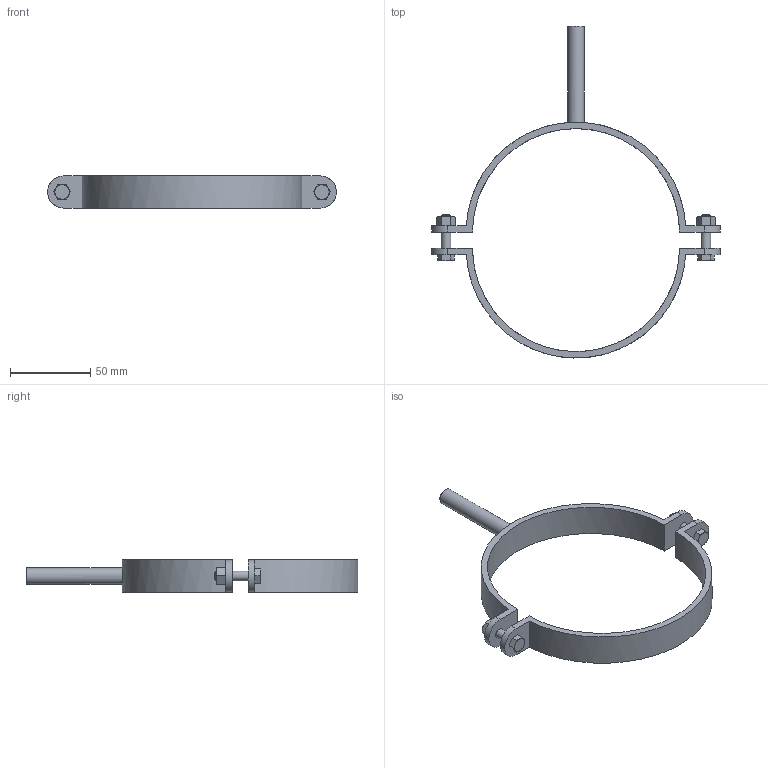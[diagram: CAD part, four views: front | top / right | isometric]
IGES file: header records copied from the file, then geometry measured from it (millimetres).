
Global section: file name: 1H23720125000; native system: Autodesk Inventor 2015; preprocessor: unknown; author: Struska Martin; date: 20160309.091038; units: millimetre
Bounding box: 179.99 x 206.98 x 20 mm (x, y, z)
Volume: 46643.6 mm3; surface area: 28428.1 mm2
Topology: 7 solids, 7 shells, 110 faces, 253 edges, 159 vertices
Faces by surface type: bspline 110
